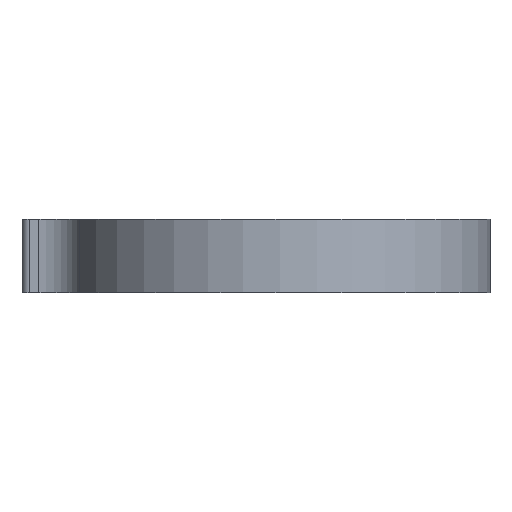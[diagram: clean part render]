
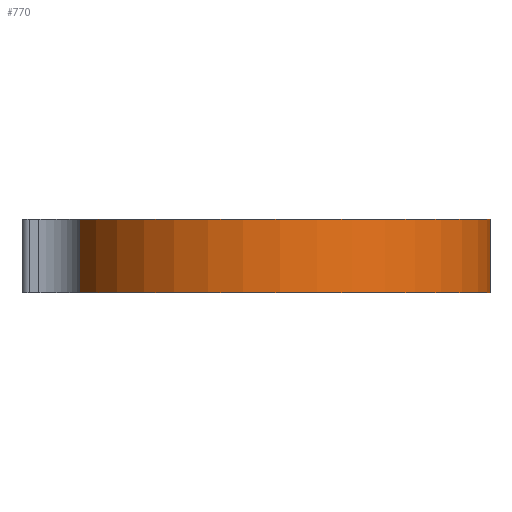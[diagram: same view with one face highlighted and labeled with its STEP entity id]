
A CAD part, front view. The second image highlights one B-rep face of the part: STEP entity #770.
In plain terms, the highlighted cylindrical face has radius 29 mm (diameter 58 mm), a partial arc.
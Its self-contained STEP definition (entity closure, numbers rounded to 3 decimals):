
#17=CYLINDRICAL_SURFACE('',#828,29.);
#40=FACE_OUTER_BOUND('',#84,.T.);
#84=EDGE_LOOP('',(#532,#533,#534,#535));
#127=LINE('',#1151,#208);
#129=LINE('',#1159,#210);
#208=VECTOR('',#925,10.);
#210=VECTOR('',#933,10.);
#289=CIRCLE('',#829,29.);
#290=CIRCLE('',#830,29.);
#323=VERTEX_POINT('',#1148);
#324=VERTEX_POINT('',#1150);
#326=VERTEX_POINT('',#1156);
#327=VERTEX_POINT('',#1158);
#403=EDGE_CURVE('',#323,#324,#127,.T.);
#406=EDGE_CURVE('',#323,#326,#289,.T.);
#407=EDGE_CURVE('',#326,#327,#129,.T.);
#408=EDGE_CURVE('',#327,#324,#290,.T.);
#532=ORIENTED_EDGE('',*,*,#403,.F.);
#533=ORIENTED_EDGE('',*,*,#406,.T.);
#534=ORIENTED_EDGE('',*,*,#407,.T.);
#535=ORIENTED_EDGE('',*,*,#408,.T.);
#770=ADVANCED_FACE('',(#40),#17,.T.);
#828=AXIS2_PLACEMENT_3D('',#1155,#929,#930);
#829=AXIS2_PLACEMENT_3D('',#1157,#931,#932);
#830=AXIS2_PLACEMENT_3D('',#1160,#934,#935);
#925=DIRECTION('',(0.,0.,-1.));
#929=DIRECTION('center_axis',(0.,0.,-1.));
#930=DIRECTION('ref_axis',(0.934,0.357,0.));
#931=DIRECTION('center_axis',(0.,0.,-1.));
#932=DIRECTION('ref_axis',(0.934,0.357,0.));
#933=DIRECTION('',(0.,0.,-1.));
#934=DIRECTION('center_axis',(0.,0.,1.));
#935=DIRECTION('ref_axis',(0.934,0.357,0.));
#1148=CARTESIAN_POINT('',(-14.298,25.23,0.));
#1150=CARTESIAN_POINT('',(-14.298,25.23,-10.));
#1151=CARTESIAN_POINT('',(-14.298,25.23,0.));
#1155=CARTESIAN_POINT('Origin',(0.,0.,0.));
#1156=CARTESIAN_POINT('',(-27.087,-10.357,0.));
#1157=CARTESIAN_POINT('Origin',(0.,0.,0.));
#1158=CARTESIAN_POINT('',(-27.087,-10.357,-10.));
#1159=CARTESIAN_POINT('',(-27.087,-10.357,0.));
#1160=CARTESIAN_POINT('Origin',(0.,0.,-10.));
